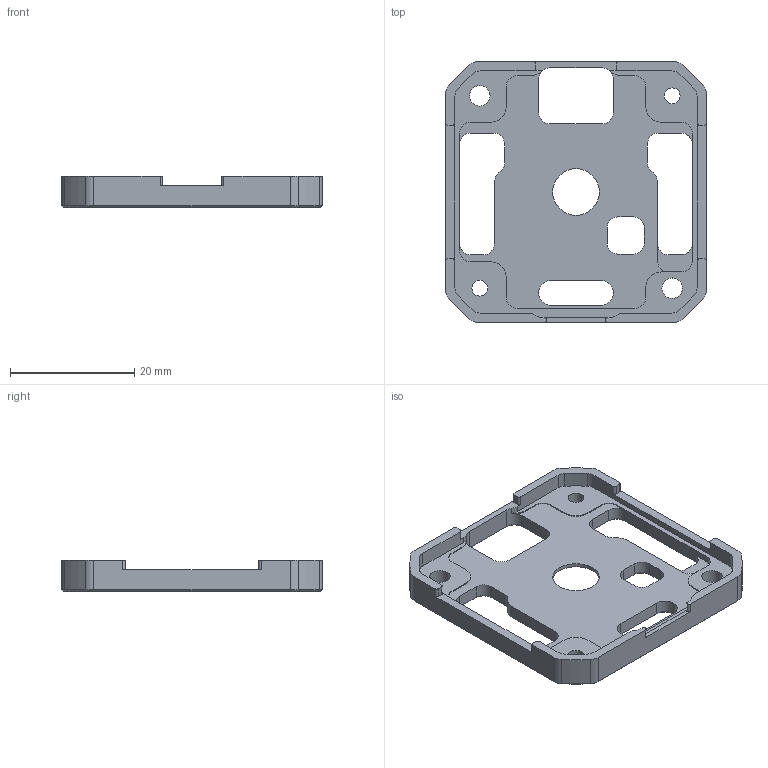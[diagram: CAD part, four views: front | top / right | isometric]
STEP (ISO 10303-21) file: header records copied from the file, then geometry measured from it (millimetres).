
FILE_DESCRIPTION(/* description */ (''),/* implementation_level */ '2;1');
FILE_NAME(/* name */ 'Enclosure-Aluminum-Part.step',/* time_stamp */ '2024-06-01T16:18:29+04:00',/* author */ (''),/* organization */ (''),/* preprocessor_version */ 'ST-DEVELOPER v20',/* originating_system */ 'Autodesk Translation Framework v13.14.0.145',/* authorisation */ '');
FILE_SCHEMA (('AUTOMOTIVE_DESIGN { 1 0 10303 214 3 1 1 }'));
Length unit declared in the file: millimetre
Products named in the file (1): Enclosure-Aluminum-Part
Bounding box: 42 x 42 x 5 mm (x, y, z)
Volume: 3239.9 mm3; surface area: 4024.4 mm2
Topology: 1 solids, 1 shells, 215 faces, 580 edges, 365 vertices
Faces by surface type: plane 89, cylinder 87, cone 37, bspline 2
Full cylindrical faces by diameter (mm): 2.529 x2, 3.3 x2, 7.5 x1, 12 x1
Entity records: 6868 total; most frequent: CARTESIAN_POINT 1255, DIRECTION 1213, ORIENTED_EDGE 1160, EDGE_CURVE 580, AXIS2_PLACEMENT_3D 427, VERTEX_POINT 365, LINE 359, VECTOR 359
